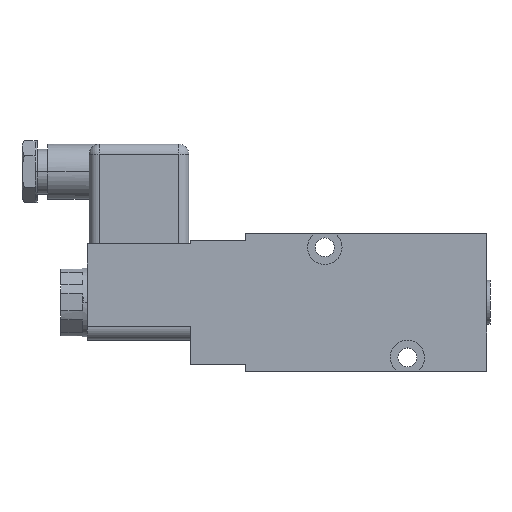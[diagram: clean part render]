
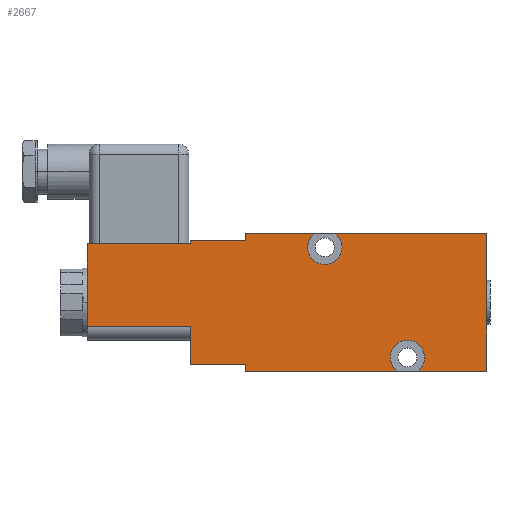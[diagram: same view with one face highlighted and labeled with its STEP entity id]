
A CAD part, top view. The second image highlights one B-rep face of the part: STEP entity #2667.
In plain terms, the highlighted planar face has unit normal (0, 0, 1).
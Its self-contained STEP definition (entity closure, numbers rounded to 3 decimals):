
#490=DIRECTION('',(0.,-1.,0.));
#491=VECTOR('',#490,2.);
#492=CARTESIAN_POINT('',(-74.,-41.256,52.311));
#493=LINE('',#492,#491);
#494=DIRECTION('',(-1.,0.,0.));
#495=VECTOR('',#494,16.);
#496=CARTESIAN_POINT('',(-74.,-41.256,52.311));
#497=LINE('',#496,#495);
#498=DIRECTION('',(0.,1.,0.));
#499=VECTOR('',#498,11.);
#500=CARTESIAN_POINT('',(-90.,-41.256,52.311));
#501=LINE('',#500,#499);
#502=DIRECTION('',(-1.,0.,0.));
#503=VECTOR('',#502,30.);
#504=CARTESIAN_POINT('',(-90.,-6.256,52.311));
#505=LINE('',#504,#503);
#506=DIRECTION('',(0.,1.,0.));
#507=VECTOR('',#506,1.);
#508=CARTESIAN_POINT('',(-90.,-6.256,52.311));
#509=LINE('',#508,#507);
#510=DIRECTION('',(1.,0.,0.));
#511=VECTOR('',#510,16.);
#512=CARTESIAN_POINT('',(-90.,-5.256,52.311));
#513=LINE('',#512,#511);
#514=DIRECTION('',(0.,-1.,0.));
#515=VECTOR('',#514,2.);
#516=CARTESIAN_POINT('',(-74.,-3.256,52.311));
#517=LINE('',#516,#515);
#518=DIRECTION('',(-1.,0.,0.));
#519=VECTOR('',#518,20.);
#520=CARTESIAN_POINT('',(-54.,-3.256,52.311));
#521=LINE('',#520,#519);
#522=CARTESIAN_POINT('',(-51.,-7.256,52.311));
#523=DIRECTION('',(0.,0.,-1.));
#524=DIRECTION('',(-1.,0.,0.));
#525=AXIS2_PLACEMENT_3D('',#522,#523,#524);
#527=CARTESIAN_POINT('',(-51.,-7.256,52.311));
#528=DIRECTION('',(0.,0.,-1.));
#529=DIRECTION('',(1.,0.,0.));
#530=AXIS2_PLACEMENT_3D('',#527,#528,#529);
#532=CARTESIAN_POINT('',(-51.,-7.256,52.311));
#533=DIRECTION('',(0.,0.,-1.));
#534=DIRECTION('',(0.6,0.8,0.));
#535=AXIS2_PLACEMENT_3D('',#532,#533,#534);
#537=DIRECTION('',(-1.,0.,0.));
#538=VECTOR('',#537,44.);
#539=CARTESIAN_POINT('',(-4.,-3.256,52.311));
#540=LINE('',#539,#538);
#541=DIRECTION('',(0.,1.,0.));
#542=VECTOR('',#541,40.);
#543=CARTESIAN_POINT('',(-4.,-43.256,52.311));
#544=LINE('',#543,#542);
#545=DIRECTION('',(1.,0.,0.));
#546=VECTOR('',#545,20.);
#547=CARTESIAN_POINT('',(-24.,-43.256,52.311));
#548=LINE('',#547,#546);
#549=CARTESIAN_POINT('',(-27.,-39.256,52.311));
#550=DIRECTION('',(0.,0.,-1.));
#551=DIRECTION('',(1.,0.,0.));
#552=AXIS2_PLACEMENT_3D('',#549,#550,#551);
#554=CARTESIAN_POINT('',(-27.,-39.256,52.311));
#555=DIRECTION('',(0.,0.,-1.));
#556=DIRECTION('',(-1.,0.,0.));
#557=AXIS2_PLACEMENT_3D('',#554,#555,#556);
#559=CARTESIAN_POINT('',(-27.,-39.256,52.311));
#560=DIRECTION('',(0.,0.,-1.));
#561=DIRECTION('',(-0.6,-0.8,0.));
#562=AXIS2_PLACEMENT_3D('',#559,#560,#561);
#564=DIRECTION('',(1.,0.,0.));
#565=VECTOR('',#564,44.);
#566=CARTESIAN_POINT('',(-74.,-43.256,52.311));
#567=LINE('',#566,#565);
#1156=DIRECTION('',(0.,1.,0.));
#1157=VECTOR('',#1156,24.);
#1158=CARTESIAN_POINT('',(-120.,-30.256,52.311));
#1159=LINE('',#1158,#1157);
#1448=DIRECTION('',(1.,0.,0.));
#1449=VECTOR('',#1448,30.);
#1450=CARTESIAN_POINT('',(-120.,-30.256,52.311));
#1451=LINE('',#1450,#1449);
#1530=CARTESIAN_POINT('',(-4.,-43.256,52.311));
#1531=CARTESIAN_POINT('',(-4.,-3.256,52.311));
#1532=VERTEX_POINT('',#1530);
#1533=VERTEX_POINT('',#1531);
#1534=CARTESIAN_POINT('',(-74.,-3.256,52.311));
#1535=VERTEX_POINT('',#1534);
#1536=CARTESIAN_POINT('',(-74.,-43.256,52.311));
#1537=VERTEX_POINT('',#1536);
#1646=CARTESIAN_POINT('',(-56.,-7.256,52.311));
#1647=CARTESIAN_POINT('',(-54.,-3.256,52.311));
#1648=VERTEX_POINT('',#1646);
#1649=VERTEX_POINT('',#1647);
#1650=CARTESIAN_POINT('',(-48.,-3.256,52.311));
#1651=CARTESIAN_POINT('',(-46.,-7.256,52.311));
#1652=VERTEX_POINT('',#1650);
#1653=VERTEX_POINT('',#1651);
#1662=CARTESIAN_POINT('',(-32.,-39.256,52.311));
#1663=CARTESIAN_POINT('',(-22.,-39.256,52.311));
#1664=VERTEX_POINT('',#1662);
#1665=VERTEX_POINT('',#1663);
#1666=CARTESIAN_POINT('',(-24.,-43.256,52.311));
#1667=VERTEX_POINT('',#1666);
#1668=CARTESIAN_POINT('',(-30.,-43.256,52.311));
#1669=VERTEX_POINT('',#1668);
#1674=CARTESIAN_POINT('',(-90.,-41.256,52.311));
#1676=VERTEX_POINT('',#1674);
#1678=CARTESIAN_POINT('',(-90.,-5.256,52.311));
#1680=VERTEX_POINT('',#1678);
#1804=CARTESIAN_POINT('',(-120.,-6.256,52.311));
#1806=VERTEX_POINT('',#1804);
#1924=CARTESIAN_POINT('',(-120.,-30.256,52.311));
#1926=VERTEX_POINT('',#1924);
#1927=CARTESIAN_POINT('',(-90.,-6.256,52.311));
#1929=VERTEX_POINT('',#1927);
#1937=CARTESIAN_POINT('',(-90.,-30.256,52.311));
#1938=VERTEX_POINT('',#1937);
#1940=CARTESIAN_POINT('',(-74.,-5.256,52.311));
#1942=VERTEX_POINT('',#1940);
#1944=CARTESIAN_POINT('',(-74.,-41.256,52.311));
#1946=VERTEX_POINT('',#1944);
#2621=CARTESIAN_POINT('',(0.,-55.256,52.311));
#2622=DIRECTION('',(0.,0.,1.));
#2623=DIRECTION('',(1.,0.,0.));
#2624=AXIS2_PLACEMENT_3D('',#2621,#2622,#2623);
#2625=PLANE('',#2624);
#2627=ORIENTED_EDGE('',*,*,#2626,.F.);
#2629=ORIENTED_EDGE('',*,*,#2628,.T.);
#2631=ORIENTED_EDGE('',*,*,#2630,.T.);
#2633=ORIENTED_EDGE('',*,*,#2632,.F.);
#2635=ORIENTED_EDGE('',*,*,#2634,.T.);
#2636=ORIENTED_EDGE('',*,*,#2440,.F.);
#2638=ORIENTED_EDGE('',*,*,#2637,.T.);
#2640=ORIENTED_EDGE('',*,*,#2639,.T.);
#2642=ORIENTED_EDGE('',*,*,#2641,.F.);
#2644=ORIENTED_EDGE('',*,*,#2643,.F.);
#2646=ORIENTED_EDGE('',*,*,#2645,.F.);
#2648=ORIENTED_EDGE('',*,*,#2647,.F.);
#2650=ORIENTED_EDGE('',*,*,#2649,.F.);
#2652=ORIENTED_EDGE('',*,*,#2651,.F.);
#2654=ORIENTED_EDGE('',*,*,#2653,.F.);
#2656=ORIENTED_EDGE('',*,*,#2655,.F.);
#2658=ORIENTED_EDGE('',*,*,#2657,.F.);
#2660=ORIENTED_EDGE('',*,*,#2659,.F.);
#2662=ORIENTED_EDGE('',*,*,#2661,.F.);
#2664=ORIENTED_EDGE('',*,*,#2663,.F.);
#2665=EDGE_LOOP('',(#2627,#2629,#2631,#2633,#2635,#2636,#2638,#2640,#2642,#2644,
#2646,#2648,#2650,#2652,#2654,#2656,#2658,#2660,#2662,#2664));
#2666=FACE_OUTER_BOUND('',#2665,.F.);
#2667=ADVANCED_FACE('',(#2666),#2625,.T.);
#526=CIRCLE('',#525,5.);
#531=CIRCLE('',#530,5.);
#536=CIRCLE('',#535,5.);
#553=CIRCLE('',#552,5.);
#558=CIRCLE('',#557,5.);
#563=CIRCLE('',#562,5.);
#2440=EDGE_CURVE('',#1929,#1806,#505,.T.);
#2626=EDGE_CURVE('',#1946,#1537,#493,.T.);
#2628=EDGE_CURVE('',#1946,#1676,#497,.T.);
#2630=EDGE_CURVE('',#1676,#1938,#501,.T.);
#2632=EDGE_CURVE('',#1926,#1938,#1451,.T.);
#2634=EDGE_CURVE('',#1926,#1806,#1159,.T.);
#2637=EDGE_CURVE('',#1929,#1680,#509,.T.);
#2639=EDGE_CURVE('',#1680,#1942,#513,.T.);
#2641=EDGE_CURVE('',#1535,#1942,#517,.T.);
#2643=EDGE_CURVE('',#1649,#1535,#521,.T.);
#2645=EDGE_CURVE('',#1648,#1649,#526,.T.);
#2647=EDGE_CURVE('',#1653,#1648,#531,.T.);
#2649=EDGE_CURVE('',#1652,#1653,#536,.T.);
#2651=EDGE_CURVE('',#1533,#1652,#540,.T.);
#2653=EDGE_CURVE('',#1532,#1533,#544,.T.);
#2655=EDGE_CURVE('',#1667,#1532,#548,.T.);
#2657=EDGE_CURVE('',#1665,#1667,#553,.T.);
#2659=EDGE_CURVE('',#1664,#1665,#558,.T.);
#2661=EDGE_CURVE('',#1669,#1664,#563,.T.);
#2663=EDGE_CURVE('',#1537,#1669,#567,.T.);
